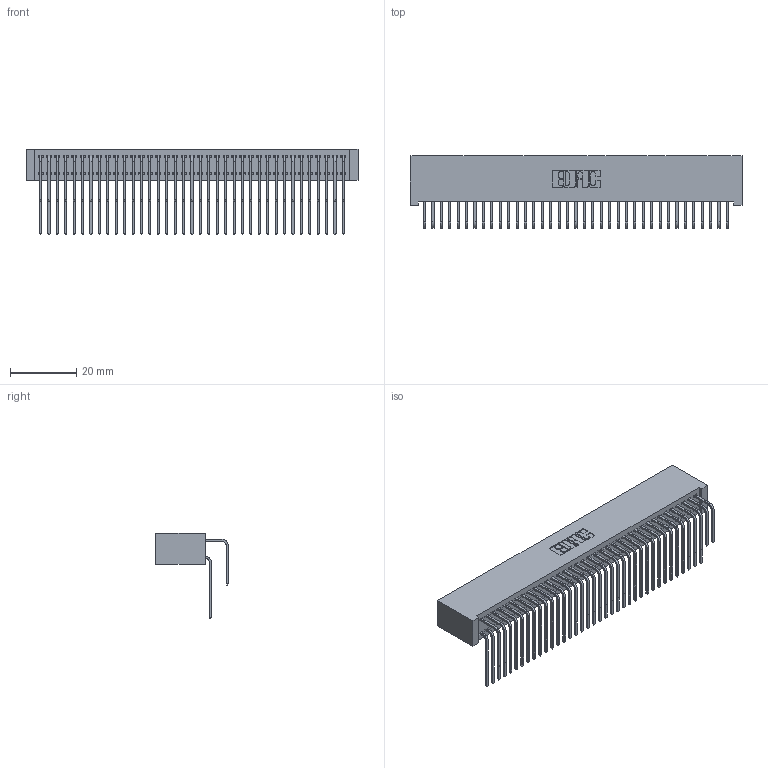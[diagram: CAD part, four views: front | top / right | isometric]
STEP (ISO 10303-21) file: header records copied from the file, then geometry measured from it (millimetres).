
FILE_DESCRIPTION (( 'STEP AP203' ), '1' );
FILE_NAME ('392-074-558-201.STEP', '2018-08-18T01:02:12', ( '' ), ( '' ), 'SwSTEP 2.0', 'SolidWorks 2016', '' );
FILE_SCHEMA (( 'CONFIG_CONTROL_DESIGN' ));
Length unit declared in the file: inch
Products named in the file (4): 342 Part_Lugless; 345-292-001_558 559 Tail - 1; 345-292-001_558 Tail - 2; 392-074-558-201
Assembly tree (75 placements, depth 2):
  392-074-558-201
    342 Part_Lugless
    345-292-001_558 559 Tail - 1  x37
    345-292-001_558 Tail - 2  x37
Bounding box: 100.23 x 21.91 x 25.78 mm (x, y, z)
Volume: 9848.2 mm3; surface area: 18284.6 mm2
Topology: 75 solids, 75 shells, 4098 faces, 12189 edges, 8026 vertices
Faces by surface type: plane 2874, cylinder 1224
Entity records: 25825 total; most frequent: CARTESIAN_POINT 4333, ORIENTED_EDGE 4218, DIRECTION 3685, EDGE_CURVE 2109, VECTOR 1949, LINE 1949, VERTEX_POINT 1402, AXIS2_PLACEMENT_3D 868
